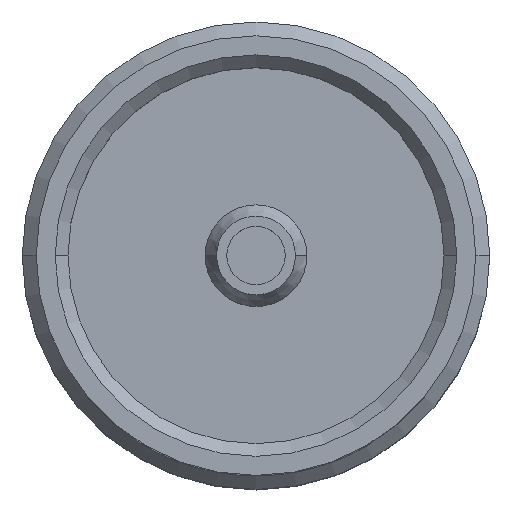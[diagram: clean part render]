
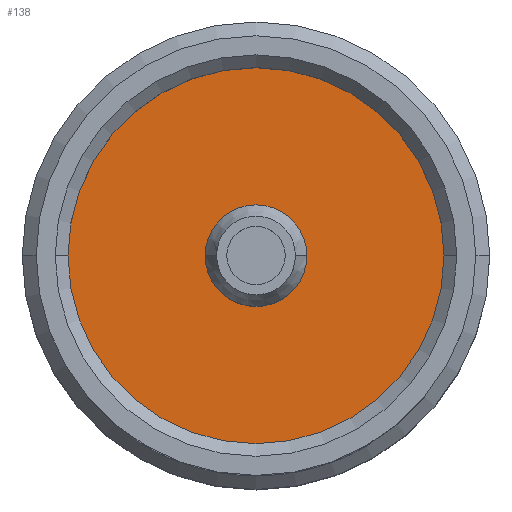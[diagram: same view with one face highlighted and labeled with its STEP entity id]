
A CAD part, top view. The second image highlights one B-rep face of the part: STEP entity #138.
In plain terms, the highlighted planar face has unit normal (0, 0, 1).
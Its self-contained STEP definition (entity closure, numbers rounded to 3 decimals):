
#138 = ADVANCED_FACE ( 'NONE', ( #3055, #3059 ), #3284, .F. ) ;
#234 = ORIENTED_EDGE ( 'NONE', *, *, #1947, .T. ) ;
#249 = ORIENTED_EDGE ( 'NONE', *, *, #2033, .F. ) ;
#283 = ORIENTED_EDGE ( 'NONE', *, *, #1988, .T. ) ;
#764 = VERTEX_POINT ( 'NONE', #3400 ) ;
#1947 = EDGE_CURVE ( 'NONE', #7081, #5394, #4526, .T. ) ;
#1983 = EDGE_CURVE ( 'NONE', #764, #5587, #4567, .T. ) ;
#1988 = EDGE_CURVE ( 'NONE', #5394, #7081, #4575, .T. ) ;
#2033 = EDGE_CURVE ( 'NONE', #5587, #764, #4618, .T. ) ;
#2840 = AXIS2_PLACEMENT_3D ( 'NONE', #3282, #3274, #3286 ) ;
#2901 = AXIS2_PLACEMENT_3D ( 'NONE', #4275, #4276, #4277 ) ;
#2914 = AXIS2_PLACEMENT_3D ( 'NONE', #4420, #4421, #4422 ) ;
#2917 = AXIS2_PLACEMENT_3D ( 'NONE', #4431, #4432, #4433 ) ;
#2933 = AXIS2_PLACEMENT_3D ( 'NONE', #5045, #5046, #5047 ) ;
#3055 = FACE_OUTER_BOUND ( 'NONE', #5316, .T. ) ;
#3059 = FACE_BOUND ( 'NONE', #5068, .T. ) ;
#3274 = DIRECTION ( 'NONE',  ( 0., 0., -1. ) ) ;
#3282 = CARTESIAN_POINT ( 'NONE',  ( 0., 0., 3.3 ) ) ;
#3284 = PLANE ( 'NONE',  #2840 ) ;
#3286 = DIRECTION ( 'NONE',  ( -1., 0., 0. ) ) ;
#3400 = CARTESIAN_POINT ( 'NONE',  ( 2., 0., 3.3 ) ) ;
#4275 = CARTESIAN_POINT ( 'NONE',  ( 0., 0., 3.3 ) ) ;
#4276 = DIRECTION ( 'NONE',  ( 0., 0., 1. ) ) ;
#4277 = DIRECTION ( 'NONE',  ( -1., 0., 0. ) ) ;
#4420 = CARTESIAN_POINT ( 'NONE',  ( 0., 0., 3.3 ) ) ;
#4421 = DIRECTION ( 'NONE',  ( 0., 0., 1. ) ) ;
#4422 = DIRECTION ( 'NONE',  ( -1., 0., 0. ) ) ;
#4431 = CARTESIAN_POINT ( 'NONE',  ( 0., 0., 3.3 ) ) ;
#4432 = DIRECTION ( 'NONE',  ( 0., 0., 1. ) ) ;
#4433 = DIRECTION ( 'NONE',  ( -1., 0., 0. ) ) ;
#4526 = CIRCLE ( 'NONE', #2901, 7.4 ) ;
#4567 = CIRCLE ( 'NONE', #2914, 2. ) ;
#4575 = CIRCLE ( 'NONE', #2917, 7.4 ) ;
#4618 = CIRCLE ( 'NONE', #2933, 2. ) ;
#5045 = CARTESIAN_POINT ( 'NONE',  ( 0., 0., 3.3 ) ) ;
#5046 = DIRECTION ( 'NONE',  ( 0., 0., 1. ) ) ;
#5047 = DIRECTION ( 'NONE',  ( -1., 0., 0. ) ) ;
#5068 = EDGE_LOOP ( 'NONE', ( #11251, #249 ) ) ;
#5316 = EDGE_LOOP ( 'NONE', ( #234, #283 ) ) ;
#5394 = VERTEX_POINT ( 'NONE', #8784 ) ;
#5587 = VERTEX_POINT ( 'NONE', #8856 ) ;
#7081 = VERTEX_POINT ( 'NONE', #8919 ) ;
#8784 = CARTESIAN_POINT ( 'NONE',  ( -7.4, 0., 3.3 ) ) ;
#8856 = CARTESIAN_POINT ( 'NONE',  ( -2., 0., 3.3 ) ) ;
#8919 = CARTESIAN_POINT ( 'NONE',  ( 7.4, 0., 3.3 ) ) ;
#11251 = ORIENTED_EDGE ( 'NONE', *, *, #1983, .F. ) ;
